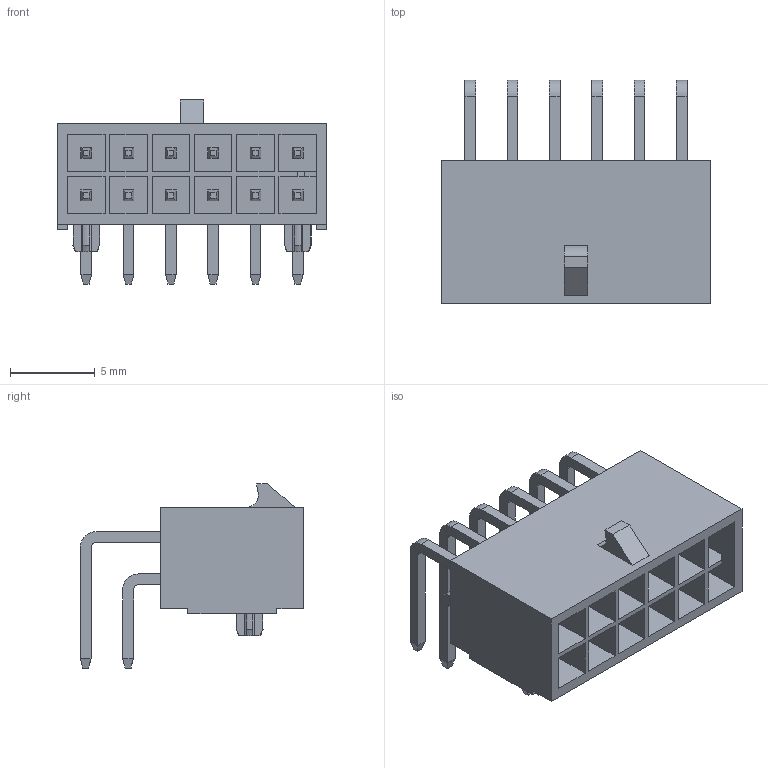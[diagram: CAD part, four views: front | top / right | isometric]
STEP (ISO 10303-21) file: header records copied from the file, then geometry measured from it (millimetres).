
FILE_DESCRIPTION(/* description */ ('Unknown'),/* implementation_level */ '2;1');
FILE_NAME(/* name */ '626012210201',/* time_stamp */ '2023-11-15T08:59:20+01:00',/* author */ ('Unknown'),/* organization */ ('Unknown'),/* preprocessor_version */ 'ST-DEVELOPER v18.102',/* originating_system */ 'Solid Edge',/* authorisation */ 'Unknown');
FILE_SCHEMA (('AUTOMOTIVE_DESIGN {1 0 10303 214 3 1 1}'));
Length unit declared in the file: millimetre
Products named in the file (4): 6260xx210201; 626012210201; 6260xx210201_Pin short; 6260xx210201_Pin long
Assembly tree (13 placements, depth 2):
  6260xx210201
    626012210201
    6260xx210201_Pin short  x6
    6260xx210201_Pin long  x6
Bounding box: 15.94 x 13.21 x 10.88 mm (x, y, z)
Volume: 499.3 mm3; surface area: 1894.3 mm2
Topology: 13 solids, 13 shells, 471 faces, 1128 edges, 704 vertices
Faces by surface type: plane 422, cylinder 41, cone 8
Entity records: 8706 total; most frequent: CARTESIAN_POINT 1545, ORIENTED_EDGE 1456, DIRECTION 1372, EDGE_CURVE 728, LINE 662, VECTOR 662, VERTEX_POINT 464, AXIS2_PLACEMENT_3D 355
